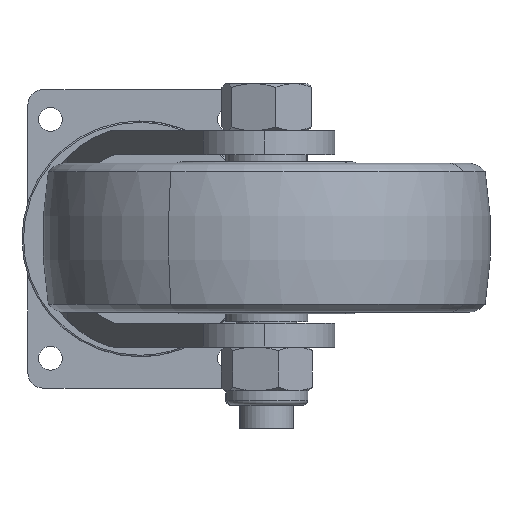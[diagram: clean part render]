
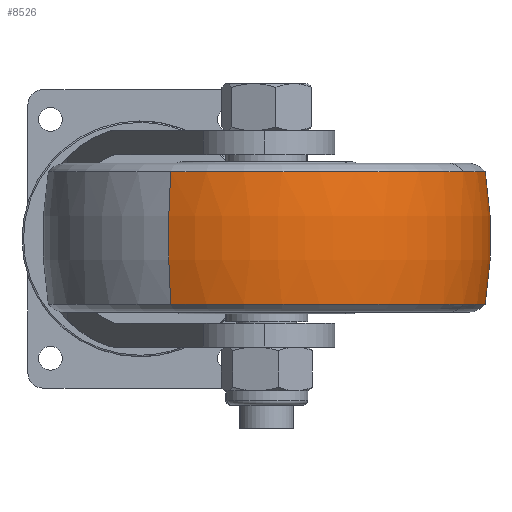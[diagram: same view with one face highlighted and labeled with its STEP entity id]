
A CAD part, front view. The second image highlights one B-rep face of the part: STEP entity #8526.
In plain terms, the highlighted toroidal (fillet/blend) face has major radius 150 mm and minor radius 300 mm.
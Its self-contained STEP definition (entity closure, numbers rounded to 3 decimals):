
#766 = CIRCLE ( 'NONE', #18145, 146.698 ) ;
#791 = CARTESIAN_POINT ( 'NONE',  ( 160., -270., -99.35 ) ) ;
#988 = AXIS2_PLACEMENT_3D ( 'NONE', #6174, #23563, #8012 ) ;
#1238 = DIRECTION ( 'NONE',  ( -0.899, 0.439, 0. ) ) ;
#1727 = AXIS2_PLACEMENT_3D ( 'NONE', #27618, #5893, #14538 ) ;
#3243 = DIRECTION ( 'NONE',  ( 0.899, -0.439, 0. ) ) ;
#3457 = EDGE_CURVE ( 'NONE', #20408, #4035, #27295, .T. ) ;
#3579 = AXIS2_PLACEMENT_3D ( 'NONE', #7422, #9795, #17788 ) ;
#4035 = VERTEX_POINT ( 'NONE', #18224 ) ;
#4910 = CARTESIAN_POINT ( 'NONE',  ( 291.84, -334.33, -143.739 ) ) ;
#5195 = FACE_OUTER_BOUND ( 'NONE', #25462, .T. ) ;
#5893 = DIRECTION ( 'NONE',  ( 0., 0., 1. ) ) ;
#6174 = CARTESIAN_POINT ( 'NONE',  ( 225.778, -135.192, -99.35 ) ) ;
#6676 = AXIS2_PLACEMENT_3D ( 'NONE', #17244, #8610, #26007 ) ;
#7422 = CARTESIAN_POINT ( 'NONE',  ( 160., -270., -143.739 ) ) ;
#7580 = TOROIDAL_SURFACE ( 'NONE', #20985, -150., 300. ) ;
#8012 = DIRECTION ( 'NONE',  ( 0.439, 0.899, 0. ) ) ;
#8526 = ADVANCED_FACE ( 'NONE', ( #5195 ), #7580, .T. ) ;
#8610 = DIRECTION ( 'NONE',  ( -0.899, 0.439, 0. ) ) ;
#8792 = EDGE_CURVE ( 'NONE', #4035, #23396, #9615, .T. ) ;
#9258 = DIRECTION ( 'NONE',  ( -0.439, -0.899, 0. ) ) ;
#9615 = CIRCLE ( 'NONE', #1727, 146.698 ) ;
#9686 = DIRECTION ( 'NONE',  ( 0., 0., 1. ) ) ;
#9795 = DIRECTION ( 'NONE',  ( 0., 0., 1. ) ) ;
#10373 = VERTEX_POINT ( 'NONE', #4910 ) ;
#10417 = ORIENTED_EDGE ( 'NONE', *, *, #3457, .F. ) ;
#10606 = CARTESIAN_POINT ( 'NONE',  ( 224.33, -138.16, -143.739 ) ) ;
#11752 = CIRCLE ( 'NONE', #988, 300. ) ;
#12099 = CARTESIAN_POINT ( 'NONE',  ( 95.67, -401.84, -54.961 ) ) ;
#12783 = CARTESIAN_POINT ( 'NONE',  ( 224.33, -138.16, -54.961 ) ) ;
#14118 = CIRCLE ( 'NONE', #6676, 300. ) ;
#14538 = DIRECTION ( 'NONE',  ( 0.899, -0.439, 0. ) ) ;
#14804 = ORIENTED_EDGE ( 'NONE', *, *, #27895, .T. ) ;
#15557 = EDGE_CURVE ( 'NONE', #23396, #25993, #14118, .T. ) ;
#17198 = CARTESIAN_POINT ( 'NONE',  ( 95.67, -401.84, -143.739 ) ) ;
#17244 = CARTESIAN_POINT ( 'NONE',  ( 94.222, -404.808, -99.35 ) ) ;
#17788 = DIRECTION ( 'NONE',  ( -0.899, 0.439, 0. ) ) ;
#18145 = AXIS2_PLACEMENT_3D ( 'NONE', #23162, #25389, #1238 ) ;
#18224 = CARTESIAN_POINT ( 'NONE',  ( 291.84, -334.33, -54.961 ) ) ;
#19037 = ORIENTED_EDGE ( 'NONE', *, *, #23645, .T. ) ;
#20408 = VERTEX_POINT ( 'NONE', #12099 ) ;
#20501 = ORIENTED_EDGE ( 'NONE', *, *, #15557, .F. ) ;
#20985 = AXIS2_PLACEMENT_3D ( 'NONE', #791, #24818, #9258 ) ;
#22674 = CARTESIAN_POINT ( 'NONE',  ( 160., -270., -54.961 ) ) ;
#23162 = CARTESIAN_POINT ( 'NONE',  ( 160., -270., -143.739 ) ) ;
#23396 = VERTEX_POINT ( 'NONE', #12783 ) ;
#23563 = DIRECTION ( 'NONE',  ( 0.899, -0.439, 0. ) ) ;
#23645 = EDGE_CURVE ( 'NONE', #20408, #26765, #11752, .T. ) ;
#24015 = ORIENTED_EDGE ( 'NONE', *, *, #8792, .F. ) ;
#24818 = DIRECTION ( 'NONE',  ( 0., 0., -1. ) ) ;
#24894 = CIRCLE ( 'NONE', #3579, 146.698 ) ;
#25182 = AXIS2_PLACEMENT_3D ( 'NONE', #22674, #9686, #3243 ) ;
#25389 = DIRECTION ( 'NONE',  ( 0., 0., 1. ) ) ;
#25462 = EDGE_LOOP ( 'NONE', ( #20501, #24015, #10417, #19037, #28200, #14804 ) ) ;
#25993 = VERTEX_POINT ( 'NONE', #10606 ) ;
#26007 = DIRECTION ( 'NONE',  ( -0.439, -0.899, 0. ) ) ;
#26765 = VERTEX_POINT ( 'NONE', #17198 ) ;
#27295 = CIRCLE ( 'NONE', #25182, 146.698 ) ;
#27618 = CARTESIAN_POINT ( 'NONE',  ( 160., -270., -54.961 ) ) ;
#27849 = EDGE_CURVE ( 'NONE', #26765, #10373, #24894, .T. ) ;
#27895 = EDGE_CURVE ( 'NONE', #10373, #25993, #766, .T. ) ;
#28200 = ORIENTED_EDGE ( 'NONE', *, *, #27849, .T. ) ;
